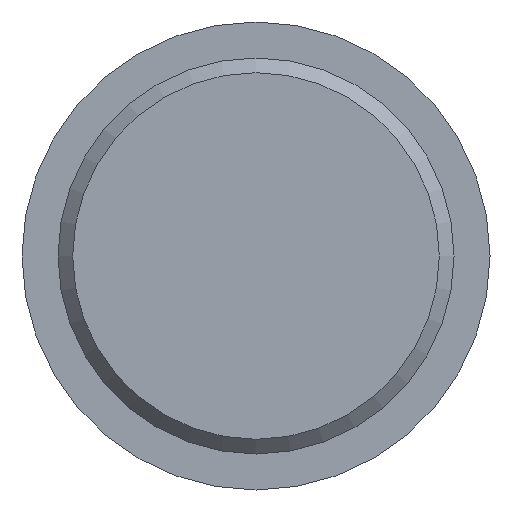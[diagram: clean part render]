
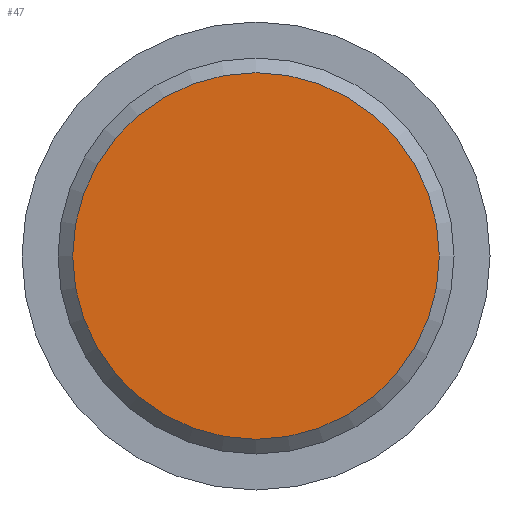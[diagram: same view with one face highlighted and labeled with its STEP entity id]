
A CAD part, front view. The second image highlights one B-rep face of the part: STEP entity #47.
In plain terms, the highlighted planar face has unit normal (0, -1, 0).
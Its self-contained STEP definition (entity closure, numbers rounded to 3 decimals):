
#47 = ADVANCED_FACE( '', ( #107 ), #108, .F. );
#107 = FACE_OUTER_BOUND( '', #184, .T. );
#108 = PLANE( '', #185 );
#184 = EDGE_LOOP( '', ( #259 ) );
#185 = AXIS2_PLACEMENT_3D( '', #260, #261, #262 );
#259 = ORIENTED_EDGE( '', *, *, #414, .T. );
#260 = CARTESIAN_POINT( '', ( 15.273, -16., 0. ) );
#261 = DIRECTION( '', ( 0., 1., 0. ) );
#262 = DIRECTION( '', ( 0., 0., 1. ) );
#414 = EDGE_CURVE( '', #475, #475, #476, .T. );
#475 = VERTEX_POINT( '', #570 );
#476 = CIRCLE( '', #571, 15.273 );
#570 = CARTESIAN_POINT( '', ( 0., -16., -15.273 ) );
#571 = AXIS2_PLACEMENT_3D( '', #720, #721, #722 );
#720 = CARTESIAN_POINT( '', ( 0., -16., 0. ) );
#721 = DIRECTION( '', ( 0., -1., 0. ) );
#722 = DIRECTION( '', ( 0., 0., -1. ) );
